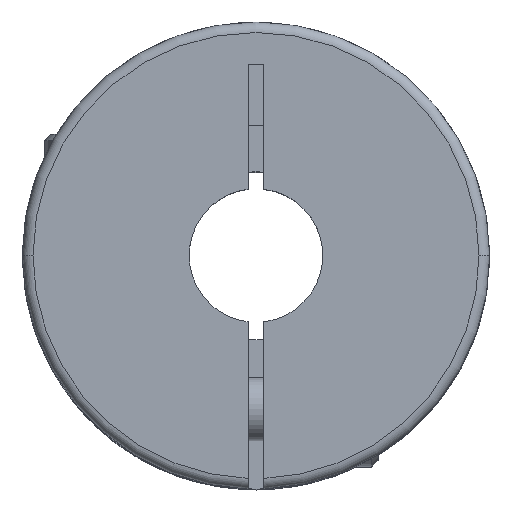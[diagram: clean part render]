
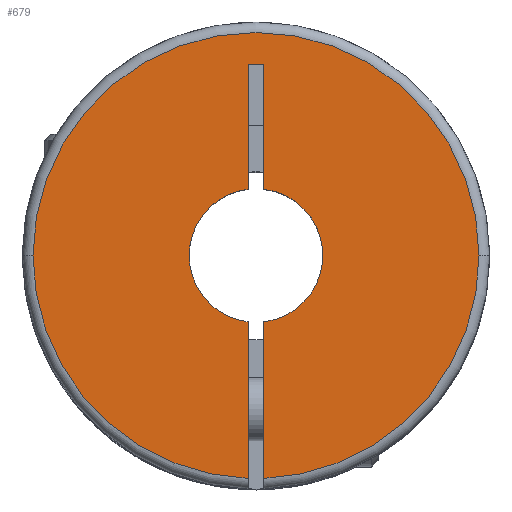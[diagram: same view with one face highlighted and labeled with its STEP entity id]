
A CAD part, top view. The second image highlights one B-rep face of the part: STEP entity #679.
In plain terms, the highlighted planar face has unit normal (0, 0, 1).
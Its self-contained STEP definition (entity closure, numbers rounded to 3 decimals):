
#28 = VECTOR ( 'NONE', #1518, 1000. ) ;
#85 = CARTESIAN_POINT ( 'NONE',  ( -0.375, 9.1, 0. ) ) ;
#182 = DIRECTION ( 'NONE',  ( -1., 0., 0. ) ) ;
#192 = FACE_OUTER_BOUND ( 'NONE', #2335, .T. ) ;
#203 = EDGE_CURVE ( 'NONE', #845, #1932, #4265, .T. ) ;
#226 = DIRECTION ( 'NONE',  ( 0., 0., -1. ) ) ;
#236 = DIRECTION ( 'NONE',  ( 0., -1., 0. ) ) ;
#269 = DIRECTION ( 'NONE',  ( -1., 0., 0. ) ) ;
#332 = ORIENTED_EDGE ( 'NONE', *, *, #2724, .F. ) ;
#340 = CARTESIAN_POINT ( 'NONE',  ( 0.375, 3.153, 0. ) ) ;
#394 = VERTEX_POINT ( 'NONE', #609 ) ;
#415 = DIRECTION ( 'NONE',  ( -1., 0., 0. ) ) ;
#450 = VECTOR ( 'NONE', #236, 1000. ) ;
#501 = ORIENTED_EDGE ( 'NONE', *, *, #2778, .F. ) ;
#608 = CARTESIAN_POINT ( 'NONE',  ( 0.375, 9.1, 0. ) ) ;
#609 = CARTESIAN_POINT ( 'NONE',  ( -0.375, -10.593, 0. ) ) ;
#649 = LINE ( 'NONE', #3048, #450 ) ;
#679 = ADVANCED_FACE ( 'NONE', ( #192 ), #2856, .F. ) ;
#725 = CIRCLE ( 'NONE', #3208, 3.175 ) ;
#775 = AXIS2_PLACEMENT_3D ( 'NONE', #2876, #1188, #2272 ) ;
#790 = CARTESIAN_POINT ( 'NONE',  ( 0.375, 9.1, 0. ) ) ;
#824 = DIRECTION ( 'NONE',  ( 0., 0., -1. ) ) ;
#845 = VERTEX_POINT ( 'NONE', #1717 ) ;
#852 = VERTEX_POINT ( 'NONE', #1115 ) ;
#912 = ORIENTED_EDGE ( 'NONE', *, *, #1147, .T. ) ;
#997 = VERTEX_POINT ( 'NONE', #1847 ) ;
#1048 = CARTESIAN_POINT ( 'NONE',  ( -0.375, 3.153, 0. ) ) ;
#1109 = VERTEX_POINT ( 'NONE', #3445 ) ;
#1115 = CARTESIAN_POINT ( 'NONE',  ( -0.375, -3.153, 0. ) ) ;
#1147 = EDGE_CURVE ( 'NONE', #2619, #1109, #725, .T. ) ;
#1149 = AXIS2_PLACEMENT_3D ( 'NONE', #2894, #3543, #4256 ) ;
#1151 = CARTESIAN_POINT ( 'NONE',  ( 0., 0., 0. ) ) ;
#1188 = DIRECTION ( 'NONE',  ( 0., 0., -1. ) ) ;
#1268 = DIRECTION ( 'NONE',  ( 0., 1., 0. ) ) ;
#1312 = DIRECTION ( 'NONE',  ( 0., 0., -1. ) ) ;
#1314 = ORIENTED_EDGE ( 'NONE', *, *, #4359, .F. ) ;
#1383 = DIRECTION ( 'NONE',  ( -1., 0., 0. ) ) ;
#1487 = DIRECTION ( 'NONE',  ( 0., 0., -1. ) ) ;
#1518 = DIRECTION ( 'NONE',  ( 0., 1., 0. ) ) ;
#1602 = CARTESIAN_POINT ( 'NONE',  ( 0.375, -11.1, 0. ) ) ;
#1620 = LINE ( 'NONE', #1602, #3660 ) ;
#1683 = VERTEX_POINT ( 'NONE', #790 ) ;
#1701 = AXIS2_PLACEMENT_3D ( 'NONE', #1774, #824, #415 ) ;
#1717 = CARTESIAN_POINT ( 'NONE',  ( 10.6, 0., 0. ) ) ;
#1774 = CARTESIAN_POINT ( 'NONE',  ( 0., 0., 0. ) ) ;
#1810 = VECTOR ( 'NONE', #269, 1000. ) ;
#1825 = VERTEX_POINT ( 'NONE', #1874 ) ;
#1840 = EDGE_CURVE ( 'NONE', #394, #2931, #3618, .T. ) ;
#1841 = EDGE_CURVE ( 'NONE', #997, #2310, #2832, .T. ) ;
#1847 = CARTESIAN_POINT ( 'NONE',  ( -3.175, 0., 0. ) ) ;
#1869 = LINE ( 'NONE', #2583, #28 ) ;
#1874 = CARTESIAN_POINT ( 'NONE',  ( -0.375, 9.1, 0. ) ) ;
#1918 = CIRCLE ( 'NONE', #3775, 10.6 ) ;
#1932 = VERTEX_POINT ( 'NONE', #4061 ) ;
#2168 = EDGE_CURVE ( 'NONE', #1825, #2310, #649, .T. ) ;
#2272 = DIRECTION ( 'NONE',  ( -1., 0., 0. ) ) ;
#2296 = CARTESIAN_POINT ( 'NONE',  ( -10.6, 0., 0. ) ) ;
#2310 = VERTEX_POINT ( 'NONE', #1048 ) ;
#2321 = LINE ( 'NONE', #608, #1810 ) ;
#2335 = EDGE_LOOP ( 'NONE', ( #4274, #501, #3219, #4251, #3251, #2491, #1314, #912, #3538, #2647, #332 ) ) ;
#2491 = ORIENTED_EDGE ( 'NONE', *, *, #4118, .F. ) ;
#2583 = CARTESIAN_POINT ( 'NONE',  ( 0.375, -11.1, 0. ) ) ;
#2619 = VERTEX_POINT ( 'NONE', #340 ) ;
#2647 = ORIENTED_EDGE ( 'NONE', *, *, #203, .F. ) ;
#2724 = EDGE_CURVE ( 'NONE', #2931, #845, #1918, .T. ) ;
#2778 = EDGE_CURVE ( 'NONE', #852, #394, #2877, .T. ) ;
#2809 = DIRECTION ( 'NONE',  ( -1., 0., 0. ) ) ;
#2832 = CIRCLE ( 'NONE', #775, 3.175 ) ;
#2856 = PLANE ( 'NONE',  #1149 ) ;
#2876 = CARTESIAN_POINT ( 'NONE',  ( 0., 0., 0. ) ) ;
#2877 = LINE ( 'NONE', #85, #4202 ) ;
#2894 = CARTESIAN_POINT ( 'NONE',  ( 0., 0., 0. ) ) ;
#2931 = VERTEX_POINT ( 'NONE', #2296 ) ;
#3048 = CARTESIAN_POINT ( 'NONE',  ( -0.375, 9.1, 0. ) ) ;
#3208 = AXIS2_PLACEMENT_3D ( 'NONE', #3715, #1312, #1383 ) ;
#3219 = ORIENTED_EDGE ( 'NONE', *, *, #3534, .T. ) ;
#3229 = CARTESIAN_POINT ( 'NONE',  ( 0., 0., 0. ) ) ;
#3251 = ORIENTED_EDGE ( 'NONE', *, *, #2168, .F. ) ;
#3398 = EDGE_CURVE ( 'NONE', #1932, #1109, #1869, .T. ) ;
#3445 = CARTESIAN_POINT ( 'NONE',  ( 0.375, -3.153, 0. ) ) ;
#3453 = AXIS2_PLACEMENT_3D ( 'NONE', #3956, #226, #182 ) ;
#3534 = EDGE_CURVE ( 'NONE', #852, #997, #3879, .T. ) ;
#3538 = ORIENTED_EDGE ( 'NONE', *, *, #3398, .F. ) ;
#3543 = DIRECTION ( 'NONE',  ( 0., 0., -1. ) ) ;
#3544 = DIRECTION ( 'NONE',  ( -1., 0., 0. ) ) ;
#3618 = CIRCLE ( 'NONE', #4257, 10.6 ) ;
#3660 = VECTOR ( 'NONE', #1268, 1000. ) ;
#3715 = CARTESIAN_POINT ( 'NONE',  ( 0., 0., 0. ) ) ;
#3775 = AXIS2_PLACEMENT_3D ( 'NONE', #1151, #1487, #2809 ) ;
#3879 = CIRCLE ( 'NONE', #3453, 3.175 ) ;
#3956 = CARTESIAN_POINT ( 'NONE',  ( 0., 0., 0. ) ) ;
#4061 = CARTESIAN_POINT ( 'NONE',  ( 0.375, -10.593, 0. ) ) ;
#4118 = EDGE_CURVE ( 'NONE', #1683, #1825, #2321, .T. ) ;
#4178 = DIRECTION ( 'NONE',  ( 0., -1., 0. ) ) ;
#4202 = VECTOR ( 'NONE', #4178, 1000. ) ;
#4240 = DIRECTION ( 'NONE',  ( 0., 0., -1. ) ) ;
#4251 = ORIENTED_EDGE ( 'NONE', *, *, #1841, .T. ) ;
#4256 = DIRECTION ( 'NONE',  ( 0., -1., 0. ) ) ;
#4257 = AXIS2_PLACEMENT_3D ( 'NONE', #3229, #4240, #3544 ) ;
#4265 = CIRCLE ( 'NONE', #1701, 10.6 ) ;
#4274 = ORIENTED_EDGE ( 'NONE', *, *, #1840, .F. ) ;
#4359 = EDGE_CURVE ( 'NONE', #2619, #1683, #1620, .T. ) ;
